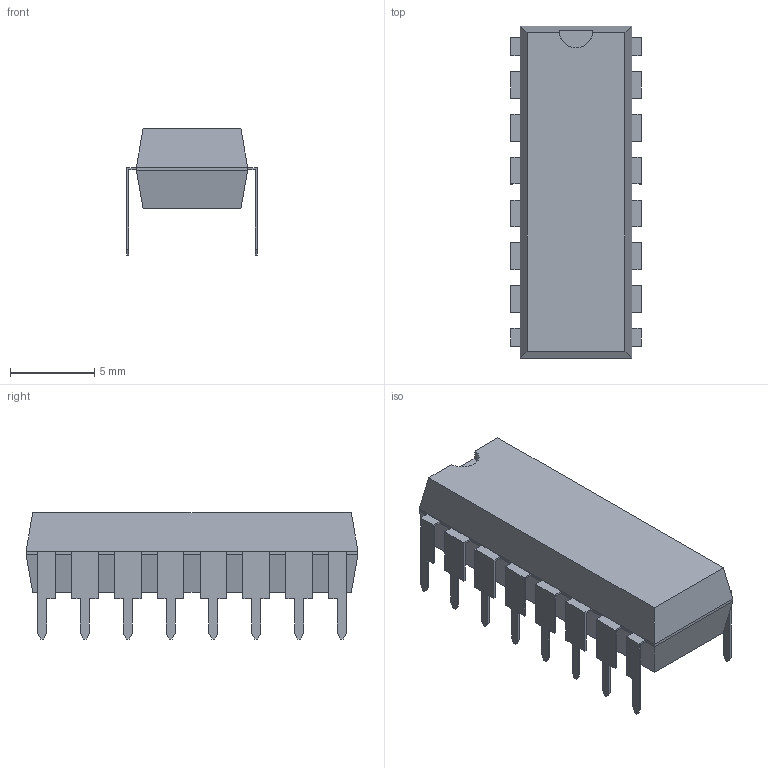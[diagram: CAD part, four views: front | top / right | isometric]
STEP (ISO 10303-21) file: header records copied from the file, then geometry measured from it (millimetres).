
FILE_DESCRIPTION(/* description */ (''),/* implementation_level */ '2;1');
FILE_NAME(/* name */ 'dip_1574794389993.stp',/* time_stamp */ '2019-11-26T18:53:13+00:00',/* author */ (''),/* organization */ (''),/* preprocessor_version */ 'ST-DEVELOPER v18',/* originating_system */ 'ASM',/* authorisation */ '');
FILE_SCHEMA (('AUTOMOTIVE_DESIGN { 1 0 10303 214 3 1 1 }'));
Length unit declared in the file: millimetre
Products named in the file (1): dip_1574794389993
Bounding box: 7.74 x 19.69 x 7.48 mm (x, y, z)
Volume: 574.6 mm3; surface area: 674.4 mm2
Topology: 1 solids, 1 shells, 216 faces, 586 edges, 388 vertices
Faces by surface type: plane 215, cylinder 1
Entity records: 6898 total; most frequent: CARTESIAN_POINT 1191, ORIENTED_EDGE 1172, DIRECTION 1024, EDGE_CURVE 586, LINE 582, VECTOR 582, VERTEX_POINT 388, EDGE_LOOP 232
